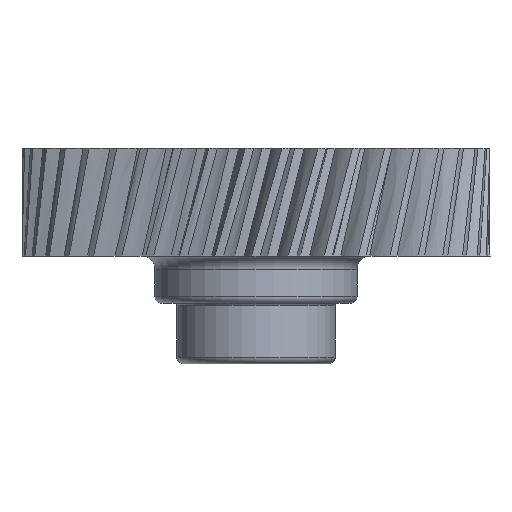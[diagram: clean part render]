
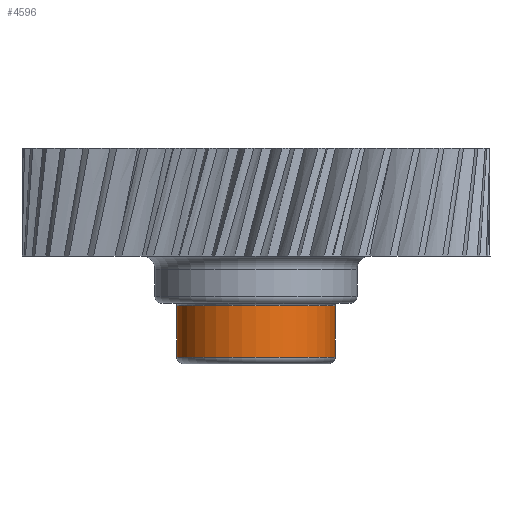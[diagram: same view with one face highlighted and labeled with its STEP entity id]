
A CAD part, front view. The second image highlights one B-rep face of the part: STEP entity #4596.
In plain terms, the highlighted cylindrical face has radius 5.875 mm (diameter 11.75 mm), a full revolution.
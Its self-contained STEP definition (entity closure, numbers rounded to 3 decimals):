
#465=LINE('',#6533,#564);
#564=VECTOR('',#5406,5.875);
#663=CYLINDRICAL_SURFACE('',#4881,5.875);
#803=FACE_OUTER_BOUND('',#1071,.T.);
#1071=EDGE_LOOP('',(#3023,#3024,#3025,#3026));
#1345=CIRCLE('',#4880,5.875);
#1346=CIRCLE('',#4882,5.875);
#1711=VERTEX_POINT('',#6527);
#1712=VERTEX_POINT('',#6531);
#2235=EDGE_CURVE('',#1711,#1711,#1345,.T.);
#2236=EDGE_CURVE('',#1712,#1712,#1346,.T.);
#2237=EDGE_CURVE('',#1712,#1711,#465,.T.);
#3023=ORIENTED_EDGE('',*,*,#2236,.F.);
#3024=ORIENTED_EDGE('',*,*,#2237,.T.);
#3025=ORIENTED_EDGE('',*,*,#2235,.F.);
#3026=ORIENTED_EDGE('',*,*,#2237,.F.);
#4596=ADVANCED_FACE('',(#803),#663,.T.);
#4880=AXIS2_PLACEMENT_3D('',#6529,#5400,#5401);
#4881=AXIS2_PLACEMENT_3D('',#6530,#5402,#5403);
#4882=AXIS2_PLACEMENT_3D('',#6532,#5404,#5405);
#5400=DIRECTION('center_axis',(0.,0.,
1.));
#5401=DIRECTION('ref_axis',(-1.,0.,0.));
#5402=DIRECTION('center_axis',(0.,0.,-1.));
#5403=DIRECTION('ref_axis',(-1.,0.,0.));
#5404=DIRECTION('center_axis',(0.,0.,
-1.));
#5405=DIRECTION('ref_axis',(-1.,0.,0.));
#5406=DIRECTION('',(0.,0.,1.));
#6527=CARTESIAN_POINT('',(5.875,0.,-3.7));
#6529=CARTESIAN_POINT('Origin',(0.,0.,
-3.7));
#6530=CARTESIAN_POINT('Origin',(0.,0.,
0.));
#6531=CARTESIAN_POINT('',(5.875,0.,-7.5));
#6532=CARTESIAN_POINT('Origin',(0.,0.,
-7.5));
#6533=CARTESIAN_POINT('',(5.875,0.,0.));
